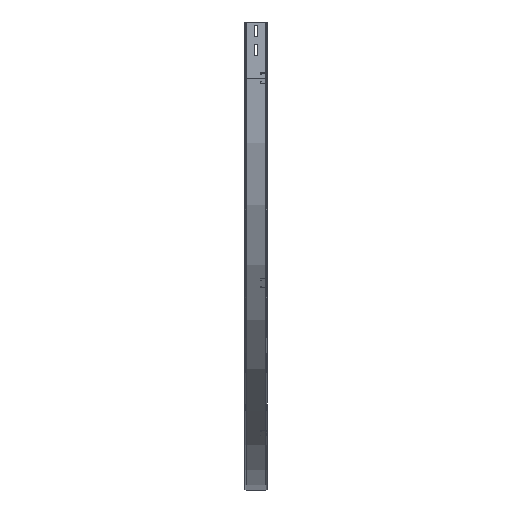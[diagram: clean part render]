
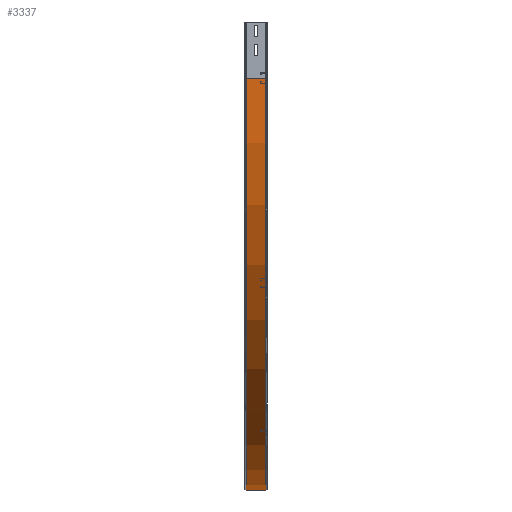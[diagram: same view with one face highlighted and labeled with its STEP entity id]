
A CAD part, left-side view. The second image highlights one B-rep face of the part: STEP entity #3337.
In plain terms, the highlighted cylindrical face has radius 1100 mm (diameter 2200 mm), a partial arc.
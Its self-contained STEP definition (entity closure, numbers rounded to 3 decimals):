
#152=CIRCLE('',#3679,1100.);
#154=CIRCLE('',#3682,1100.);
#207=CYLINDRICAL_SURFACE('',#3681,1100.);
#339=FACE_OUTER_BOUND('',#553,.T.);
#553=EDGE_LOOP('',(#2673,#2674,#2675,#2676));
#821=LINE('',#5221,#1193);
#869=LINE('',#5368,#1241);
#1193=VECTOR('',#4239,10.);
#1241=VECTOR('',#4397,10.);
#1523=VERTEX_POINT('',#5214);
#1525=VERTEX_POINT('',#5220);
#1568=VERTEX_POINT('',#5362);
#1569=VERTEX_POINT('',#5366);
#1881=EDGE_CURVE('',#1523,#1525,#821,.T.);
#1952=EDGE_CURVE('',#1568,#1523,#152,.T.);
#1954=EDGE_CURVE('',#1569,#1525,#154,.T.);
#1955=EDGE_CURVE('',#1569,#1568,#869,.T.);
#2673=ORIENTED_EDGE('',*,*,#1881,.T.);
#2674=ORIENTED_EDGE('',*,*,#1954,.F.);
#2675=ORIENTED_EDGE('',*,*,#1955,.T.);
#2676=ORIENTED_EDGE('',*,*,#1952,.T.);
#3337=ADVANCED_FACE('',(#339),#207,.T.);
#3679=AXIS2_PLACEMENT_3D('',#5363,#4389,#4390);
#3681=AXIS2_PLACEMENT_3D('',#5365,#4393,#4394);
#3682=AXIS2_PLACEMENT_3D('',#5367,#4395,#4396);
#4239=DIRECTION('',(0.,-1.,0.));
#4389=DIRECTION('center_axis',(0.,-1.,0.));
#4390=DIRECTION('ref_axis',(-1.,0.,0.));
#4393=DIRECTION('center_axis',(0.,-1.,0.));
#4394=DIRECTION('ref_axis',(-1.,0.,0.));
#4395=DIRECTION('center_axis',(0.,-1.,0.));
#4396=DIRECTION('ref_axis',(-1.,0.,0.));
#4397=DIRECTION('',(0.,1.,0.));
#5214=CARTESIAN_POINT('',(1069.,56.,-1100.));
#5220=CARTESIAN_POINT('',(1069.,4.,-1100.));
#5221=CARTESIAN_POINT('',(1069.,56.,-1100.));
#5362=CARTESIAN_POINT('',(-31.,56.,0.));
#5363=CARTESIAN_POINT('Origin',(1069.,56.,0.));
#5365=CARTESIAN_POINT('Origin',(1069.,25.911,0.));
#5366=CARTESIAN_POINT('',(-31.,4.,0.));
#5367=CARTESIAN_POINT('Origin',(1069.,4.,0.));
#5368=CARTESIAN_POINT('',(-31.,69.048,0.));
